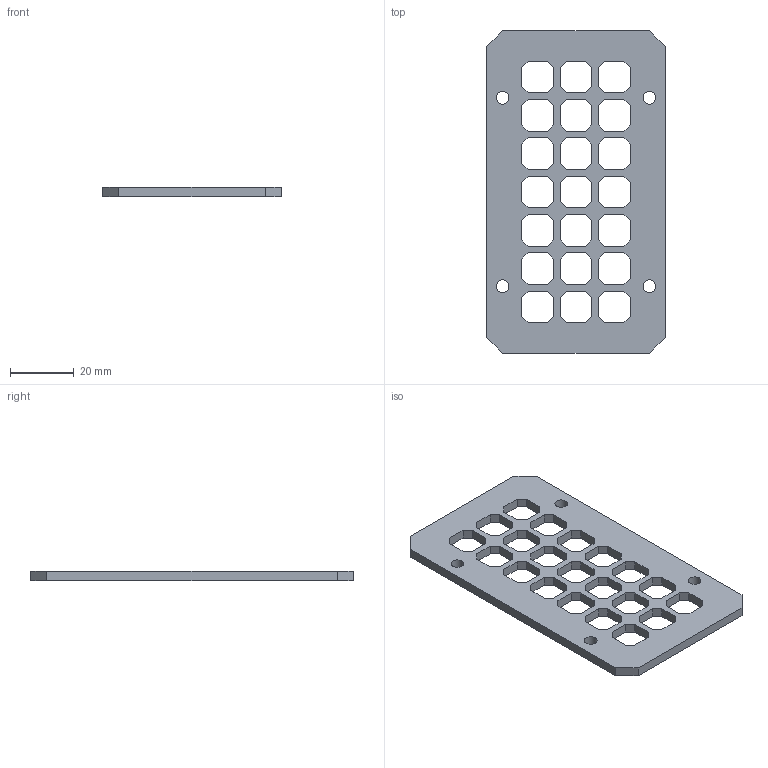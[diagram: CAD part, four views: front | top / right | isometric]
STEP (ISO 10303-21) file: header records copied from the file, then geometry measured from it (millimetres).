
FILE_DESCRIPTION(('STEP AP242'), '1');
FILE_NAME('itemMiddlePlank2', '', ('UNSPECIFIED'), ('UNSPECIFIED'), 'C3D Converter', 'C3D Toolkit', '');
FILE_SCHEMA(('AP242_MANAGED_MODEL_BASED_3D_ENGINEERING_MIM_LF { 1 0 10303 442 1 1 4 }'));
Length unit declared in the file: millimetre
Bounding box: 56 x 101 x 3 mm (x, y, z)
Volume: 10871.2 mm3; surface area: 10529.9 mm2
Topology: 1 solids, 1 shells, 182 faces, 540 edges, 360 vertices
Faces by surface type: plane 178, cylinder 4
Full cylindrical faces by diameter (mm): 4 x4
Entity records: 6087 total; most frequent: CARTESIAN_POINT 1079, ORIENTED_EDGE 1072, DIRECTION 910, EDGE_CURVE 536, LINE 528, VECTOR 528, VERTEX_POINT 360, EDGE_LOOP 236
